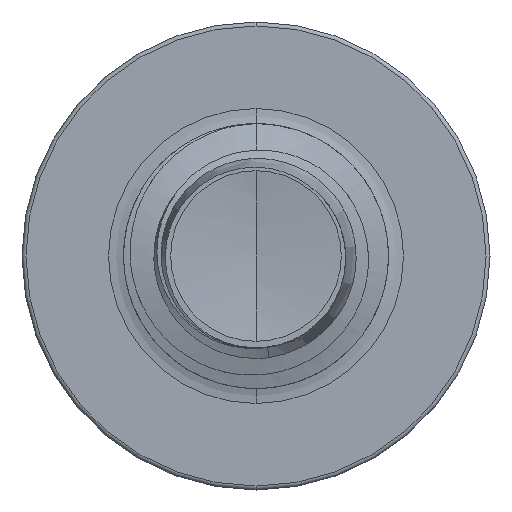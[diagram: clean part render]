
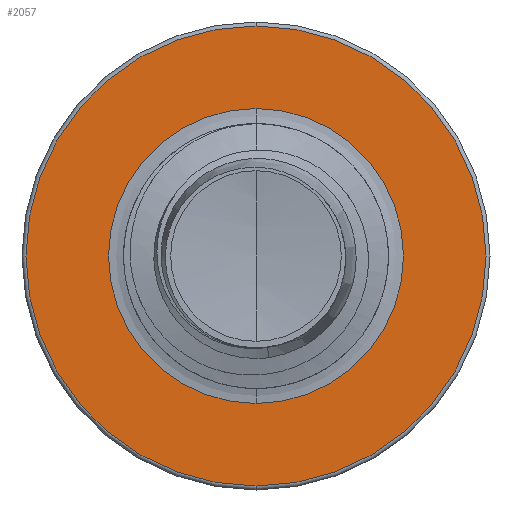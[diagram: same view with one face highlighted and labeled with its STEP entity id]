
A CAD part, front view. The second image highlights one B-rep face of the part: STEP entity #2057.
In plain terms, the highlighted planar face has unit normal (0, -1, 0).
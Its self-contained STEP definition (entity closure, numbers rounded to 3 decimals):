
#284 = CIRCLE ( 'NONE', #8612, 2.605 ) ;
#504 = DIRECTION ( 'NONE',  ( 0., 0., 1. ) ) ;
#544 = AXIS2_PLACEMENT_3D ( 'NONE', #1704, #1692, #1678 ) ;
#649 = PLANE ( 'NONE',  #2342 ) ;
#1060 = CIRCLE ( 'NONE', #6236, 2.605 ) ;
#1596 = CIRCLE ( 'NONE', #544, 1.67 ) ;
#1678 = DIRECTION ( 'NONE',  ( 0., 0., 1. ) ) ;
#1692 = DIRECTION ( 'NONE',  ( 0., 1., 0. ) ) ;
#1704 = CARTESIAN_POINT ( 'NONE',  ( 0., 3.5, 0. ) ) ;
#1875 = CARTESIAN_POINT ( 'NONE',  ( 0., 3.5, -2.605 ) ) ;
#2057 = ADVANCED_FACE ( 'NONE', ( #2808, #2846 ), #649, .F. ) ;
#2342 = AXIS2_PLACEMENT_3D ( 'NONE', #4740, #5437, #9025 ) ;
#2367 = ORIENTED_EDGE ( 'NONE', *, *, #7542, .F. ) ;
#2600 = CARTESIAN_POINT ( 'NONE',  ( 0., 3.5, -1.67 ) ) ;
#2691 = CARTESIAN_POINT ( 'NONE',  ( 0., 3.5, 0. ) ) ;
#2748 = AXIS2_PLACEMENT_3D ( 'NONE', #10106, #6178, #504 ) ;
#2808 = FACE_OUTER_BOUND ( 'NONE', #8754, .T. ) ;
#2846 = FACE_BOUND ( 'NONE', #8147, .T. ) ;
#2881 = CARTESIAN_POINT ( 'NONE',  ( 0., 3.5, 1.67 ) ) ;
#3312 = CIRCLE ( 'NONE', #2748, 1.67 ) ;
#3386 = ORIENTED_EDGE ( 'NONE', *, *, #5426, .T. ) ;
#3677 = DIRECTION ( 'NONE',  ( 0., 0., 1. ) ) ;
#4476 = ORIENTED_EDGE ( 'NONE', *, *, #7916, .T. ) ;
#4598 = CARTESIAN_POINT ( 'NONE',  ( 0., 3.5, 0. ) ) ;
#4740 = CARTESIAN_POINT ( 'NONE',  ( 0., 3.5, -1.67 ) ) ;
#4976 = ORIENTED_EDGE ( 'NONE', *, *, #7928, .F. ) ;
#5189 = VERTEX_POINT ( 'NONE', #10604 ) ;
#5413 = VERTEX_POINT ( 'NONE', #1875 ) ;
#5426 = EDGE_CURVE ( 'NONE', #8701, #6276, #1596, .T. ) ;
#5430 = DIRECTION ( 'NONE',  ( 0., 0., 1. ) ) ;
#5437 = DIRECTION ( 'NONE',  ( 0., 1., 0. ) ) ;
#6178 = DIRECTION ( 'NONE',  ( 0., 1., 0. ) ) ;
#6236 = AXIS2_PLACEMENT_3D ( 'NONE', #2691, #8128, #3677 ) ;
#6276 = VERTEX_POINT ( 'NONE', #2881 ) ;
#7542 = EDGE_CURVE ( 'NONE', #5189, #5413, #284, .T. ) ;
#7916 = EDGE_CURVE ( 'NONE', #6276, #8701, #3312, .T. ) ;
#7928 = EDGE_CURVE ( 'NONE', #5413, #5189, #1060, .T. ) ;
#8128 = DIRECTION ( 'NONE',  ( 0., 1., 0. ) ) ;
#8147 = EDGE_LOOP ( 'NONE', ( #4476, #3386 ) ) ;
#8612 = AXIS2_PLACEMENT_3D ( 'NONE', #4598, #9390, #5430 ) ;
#8701 = VERTEX_POINT ( 'NONE', #2600 ) ;
#8754 = EDGE_LOOP ( 'NONE', ( #2367, #4976 ) ) ;
#9025 = DIRECTION ( 'NONE',  ( 0., 0., 1. ) ) ;
#9390 = DIRECTION ( 'NONE',  ( 0., 1., 0. ) ) ;
#10106 = CARTESIAN_POINT ( 'NONE',  ( 0., 3.5, 0. ) ) ;
#10604 = CARTESIAN_POINT ( 'NONE',  ( 0., 3.5, 2.605 ) ) ;
